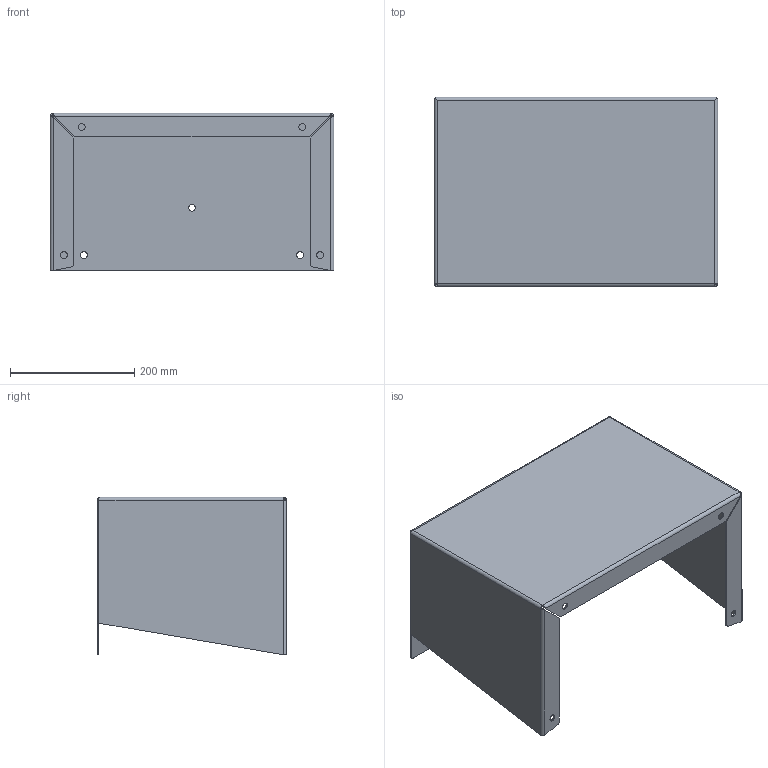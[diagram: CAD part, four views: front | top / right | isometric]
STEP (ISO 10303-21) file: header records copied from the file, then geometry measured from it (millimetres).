
FILE_DESCRIPTION (( 'STEP AP203' ), '1' );
FILE_NAME ('1481FC18KSS.step', '2020-11-17T20:39:59', ( 'ADC123' ), ( 'Microsoft' ), 'SwSTEP 2.0', 'SolidWorks 2019', '' );
FILE_SCHEMA (( 'CONFIG_CONTROL_DESIGN' ));
Length unit declared in the file: inch
Products named in the file (1): 1481FC18KSS
Bounding box: 457.2 x 304.8 x 254 mm (x, y, z)
Volume: 1006950.3 mm3; surface area: 842590.7 mm2
Topology: 1 solids, 1 shells, 71 faces, 167 edges, 98 vertices
Faces by surface type: plane 42, cylinder 23, bspline 6
Full cylindrical faces by diameter (mm): 11.1 x7
Entity records: 2231 total; most frequent: CARTESIAN_POINT 572, ORIENTED_EDGE 320, DIRECTION 314, EDGE_CURVE 160, AXIS2_PLACEMENT_3D 108, VECTOR 98, VERTEX_POINT 98, LINE 98
